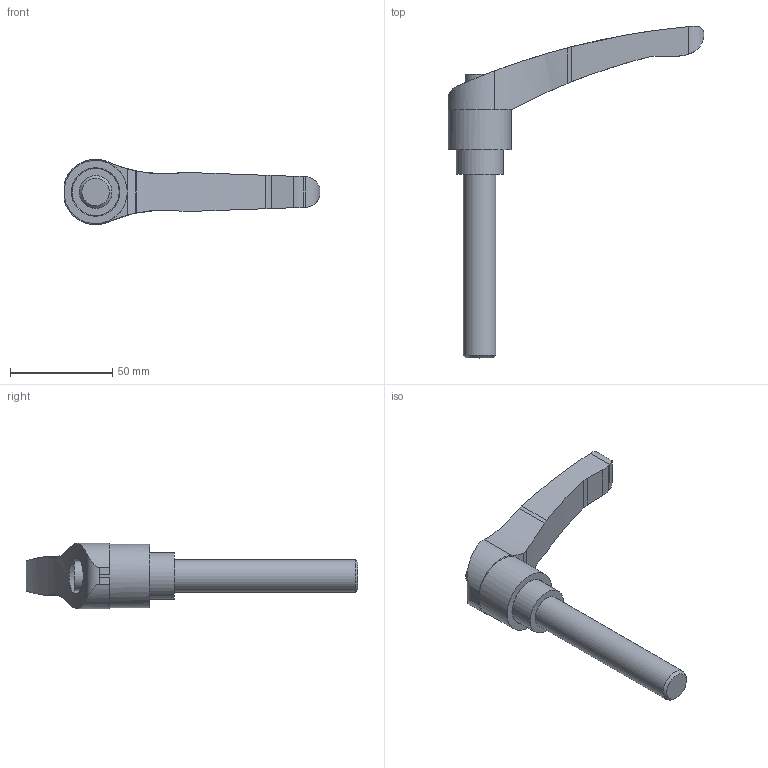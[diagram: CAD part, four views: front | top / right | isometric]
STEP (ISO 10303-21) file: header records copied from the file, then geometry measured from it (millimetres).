
FILE_DESCRIPTION( ( 'STEP AP214' ), '1' );
FILE_NAME( 'K0122.5161X90.stp', '2020-11-25T10:44:08', ( '' ), ( '' ), ' ', 'PARTsolutions', ' ' );
FILE_SCHEMA( ( 'AUTOMOTIVE_DESIGN { 1 0 10303 214 1 1 1 1 }' ) );
Length unit declared in the file: millimetre
Products named in the file (1): _K0122.5161X90
Bounding box: 125.41 x 162.63 x 32 mm (x, y, z)
Volume: 76365 mm3; surface area: 18030.5 mm2
Topology: 1 solids, 1 shells, 57 faces, 144 edges, 95 vertices
Faces by surface type: cylinder 38, plane 16, cone 3
Full cylindrical faces by diameter (mm): 7.5 x1, 14.3 x2, 16 x1, 23 x1, 23.7 x1, 31 x1
Entity records: 2415 total; most frequent: CARTESIAN_POINT 618, DIRECTION 281, ORIENTED_EDGE 262, EDGE_CURVE 131, AXIS2_PLACEMENT_3D 117, VERTEX_POINT 92, EDGE_LOOP 73, FACE_OUTER_BOUND 64
